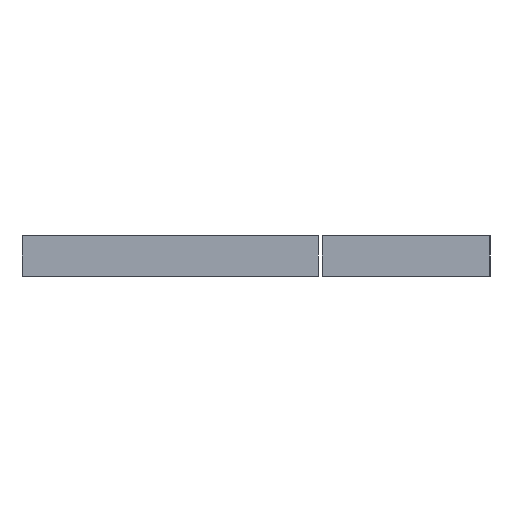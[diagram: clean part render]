
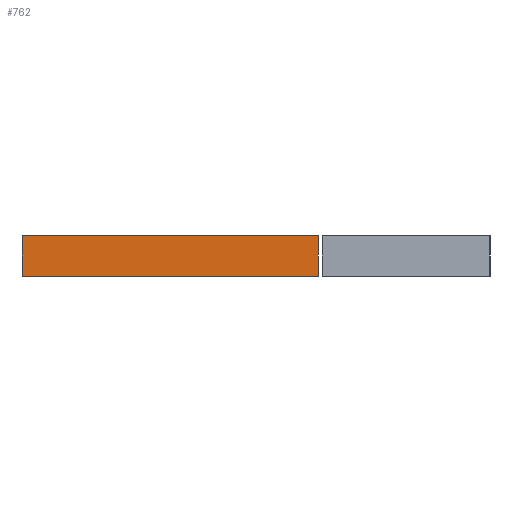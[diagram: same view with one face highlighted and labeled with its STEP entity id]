
A CAD part, left-side view. The second image highlights one B-rep face of the part: STEP entity #762.
In plain terms, the highlighted planar face has unit normal (-1, 0, 0).
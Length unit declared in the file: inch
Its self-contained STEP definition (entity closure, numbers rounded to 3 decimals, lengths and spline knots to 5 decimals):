
#74=FACE_OUTER_BOUND('',#122,.T.);
#122=EDGE_LOOP('',(#657,#658,#659,#660));
#212=LINE('',#1219,#308);
#215=LINE('',#1225,#311);
#218=LINE('',#1232,#314);
#219=LINE('',#1233,#315);
#308=VECTOR('',#1009,0.3937);
#311=VECTOR('',#1014,0.3937);
#314=VECTOR('',#1021,0.3937);
#315=VECTOR('',#1022,0.3937);
#373=VERTEX_POINT('',#1212);
#376=VERTEX_POINT('',#1217);
#377=VERTEX_POINT('',#1221);
#380=VERTEX_POINT('',#1231);
#468=EDGE_CURVE('',#376,#373,#212,.T.);
#471=EDGE_CURVE('',#373,#377,#215,.T.);
#474=EDGE_CURVE('',#380,#377,#218,.T.);
#475=EDGE_CURVE('',#380,#376,#219,.T.);
#657=ORIENTED_EDGE('',*,*,#474,.T.);
#658=ORIENTED_EDGE('',*,*,#471,.F.);
#659=ORIENTED_EDGE('',*,*,#468,.F.);
#660=ORIENTED_EDGE('',*,*,#475,.F.);
#714=PLANE('',#831);
#762=ADVANCED_FACE('',(#74),#714,.T.);
#831=AXIS2_PLACEMENT_3D('',#1230,#1019,#1020);
#1009=DIRECTION('',(0.,0.,1.));
#1014=DIRECTION('',(0.,-1.,0.));
#1019=DIRECTION('center_axis',(-1.,0.,0.));
#1020=DIRECTION('ref_axis',(0.,0.,1.));
#1021=DIRECTION('',(0.,0.,1.));
#1022=DIRECTION('',(0.,1.,0.));
#1212=CARTESIAN_POINT('',(947.1875,34.625,-1990.));
#1217=CARTESIAN_POINT('',(947.1875,34.625,-1993.625));
#1219=CARTESIAN_POINT('',(947.1875,34.625,-1990.));
#1221=CARTESIAN_POINT('',(947.1875,7.875,-1990.));
#1225=CARTESIAN_POINT('',(947.1875,0.,-1990.));
#1230=CARTESIAN_POINT('Origin',(947.1875,0.,-1993.625));
#1231=CARTESIAN_POINT('',(947.1875,7.875,-1993.625));
#1232=CARTESIAN_POINT('',(947.1875,7.875,-1993.625));
#1233=CARTESIAN_POINT('',(947.1875,0.,-1993.625));
